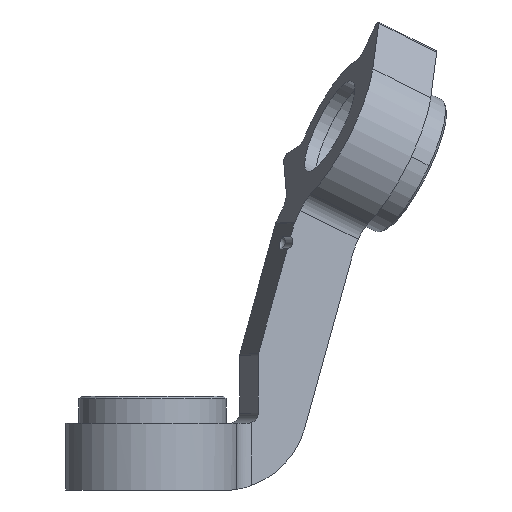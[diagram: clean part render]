
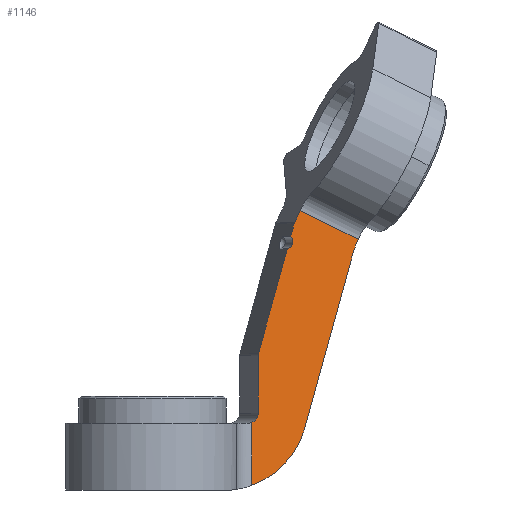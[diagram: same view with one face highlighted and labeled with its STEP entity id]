
A CAD part, front view. The second image highlights one B-rep face of the part: STEP entity #1146.
In plain terms, the highlighted planar face has unit normal (0.277, -0.961, 0).
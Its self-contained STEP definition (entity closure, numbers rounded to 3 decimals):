
#83=DIRECTION('',(0.416,0.12,0.901));
#84=VECTOR('',#83,0.066);
#85=CARTESIAN_POINT('',(15.34,1.826,-15.147));
#86=LINE('',#85,#84);
#186=DIRECTION('',(-0.866,-0.25,0.433));
#187=VECTOR('',#186,5.);
#188=CARTESIAN_POINT('',(15.367,1.834,-15.087));
#189=LINE('',#188,#187);
#190=DIRECTION('',(0.265,0.076,0.961));
#191=VECTOR('',#190,13.443);
#192=CARTESIAN_POINT('',(11.406,0.691,-29.092));
#193=LINE('',#192,#191);
#194=CARTESIAN_POINT('',(5.403,-1.042,-27.3));
#195=DIRECTION('',(0.277,-0.961,0.));
#196=DIRECTION('',(0.308,0.089,-0.947));
#197=AXIS2_PLACEMENT_3D('',#194,#195,#196);
#199=DIRECTION('',(0.,0.,-1.));
#200=VECTOR('',#199,4.695);
#201=CARTESIAN_POINT('',(7.405,-0.464,
-28.762));
#202=LINE('',#201,#200);
#203=DIRECTION('',(0.,0.,-1.));
#204=VECTOR('',#203,4.263);
#205=CARTESIAN_POINT('',(7.899,-0.322,
-23.787));
#206=LINE('',#205,#204);
#207=CARTESIAN_POINT('',(8.62,-0.114,
-23.787));
#208=DIRECTION('',(0.277,-0.961,0.));
#209=DIRECTION('',(-0.924,-0.267,0.276));
#210=AXIS2_PLACEMENT_3D('',#207,#208,#209);
#212=DIRECTION('',(-0.265,-0.076,-0.961));
#213=VECTOR('',#212,8.133);
#214=CARTESIAN_POINT('',(10.081,0.308,-15.762));
#215=LINE('',#214,#213);
#216=CARTESIAN_POINT('',(10.018,0.29,-15.266));
#217=DIRECTION('',(0.277,-0.961,0.));
#218=DIRECTION('',(0.127,0.037,-0.991));
#219=AXIS2_PLACEMENT_3D('',#216,#217,#218);
#221=DIRECTION('',(-0.265,-0.076,-0.961));
#222=VECTOR('',#221,1.002);
#223=CARTESIAN_POINT('',(10.589,0.455,-13.918));
#224=LINE('',#223,#222);
#225=CARTESIAN_POINT('',(11.281,0.655,-14.125));
#226=DIRECTION('',(-0.277,0.961,0.));
#227=DIRECTION('',(-0.924,-0.267,0.276));
#228=AXIS2_PLACEMENT_3D('',#225,#226,#227);
#230=CARTESIAN_POINT('',(20.969,3.451,-17.961));
#231=DIRECTION('',(-0.277,0.961,0.));
#232=DIRECTION('',(-0.924,-0.267,0.276));
#233=AXIS2_PLACEMENT_3D('',#230,#231,#232);
#486=CARTESIAN_POINT('',(7.179,-0.53,-28.05));
#487=DIRECTION('',(-0.277,0.961,0.));
#488=DIRECTION('',(0.961,0.277,0.));
#489=AXIS2_PLACEMENT_3D('',#486,#487,#488);
#544=DIRECTION('',(-0.416,-0.12,-0.901));
#545=VECTOR('',#544,0.974);
#546=CARTESIAN_POINT('',(11.037,0.584,-12.922));
#547=LINE('',#546,#545);
#760=CARTESIAN_POINT('',(11.406,0.691,-29.092));
#762=VERTEX_POINT('',#760);
#772=CARTESIAN_POINT('',(15.367,1.834,-15.087));
#773=CARTESIAN_POINT('',(11.037,0.584,-12.922));
#774=VERTEX_POINT('',#772);
#775=VERTEX_POINT('',#773);
#780=CARTESIAN_POINT('',(7.405,-0.464,
-28.762));
#781=CARTESIAN_POINT('',(7.405,-0.464,
-33.457));
#782=VERTEX_POINT('',#780);
#783=VERTEX_POINT('',#781);
#796=CARTESIAN_POINT('',(15.34,1.826,-15.147));
#797=VERTEX_POINT('',#796);
#802=CARTESIAN_POINT('',(10.632,0.467,-13.8));
#803=VERTEX_POINT('',#802);
#808=CARTESIAN_POINT('',(14.966,1.718,-16.17));
#810=VERTEX_POINT('',#808);
#812=CARTESIAN_POINT('',(10.589,0.455,-13.918));
#813=VERTEX_POINT('',#812);
#824=CARTESIAN_POINT('',(7.927,-0.314,
-23.58));
#825=VERTEX_POINT('',#824);
#826=CARTESIAN_POINT('',(7.899,-0.322,
-23.787));
#827=VERTEX_POINT('',#826);
#829=CARTESIAN_POINT('',(7.899,-0.322,-28.05));
#831=VERTEX_POINT('',#829);
#856=CARTESIAN_POINT('',(10.081,0.308,-15.762));
#857=CARTESIAN_POINT('',(10.324,0.378,-14.881));
#858=VERTEX_POINT('',#856);
#859=VERTEX_POINT('',#857);
#1113=CARTESIAN_POINT('',(0.693,-2.402,0.));
#1114=DIRECTION('',(0.277,-0.961,0.));
#1115=DIRECTION('',(0.961,0.277,0.));
#1116=AXIS2_PLACEMENT_3D('',#1113,#1114,#1115);
#1117=PLANE('',#1116);
#1118=ORIENTED_EDGE('',*,*,#1106,.F.);
#1119=ORIENTED_EDGE('',*,*,#997,.F.);
#1121=ORIENTED_EDGE('',*,*,#1120,.F.);
#1123=ORIENTED_EDGE('',*,*,#1122,.F.);
#1125=ORIENTED_EDGE('',*,*,#1124,.F.);
#1127=ORIENTED_EDGE('',*,*,#1126,.F.);
#1129=ORIENTED_EDGE('',*,*,#1128,.F.);
#1131=ORIENTED_EDGE('',*,*,#1130,.F.);
#1133=ORIENTED_EDGE('',*,*,#1132,.F.);
#1135=ORIENTED_EDGE('',*,*,#1134,.F.);
#1137=ORIENTED_EDGE('',*,*,#1136,.T.);
#1139=ORIENTED_EDGE('',*,*,#1138,.F.);
#1141=ORIENTED_EDGE('',*,*,#1140,.T.);
#1143=ORIENTED_EDGE('',*,*,#1142,.F.);
#1144=EDGE_LOOP('',(#1118,#1119,#1121,#1123,#1125,#1127,#1129,#1131,#1133,#1135,
#1137,#1139,#1141,#1143));
#1145=FACE_OUTER_BOUND('',#1144,.F.);
#1146=ADVANCED_FACE('',(#1145),#1117,.T.);
#198=CIRCLE('',#197,6.5);
#211=CIRCLE('',#210,0.75);
#220=CIRCLE('',#219,0.5);
#229=CIRCLE('',#228,0.75);
#234=CIRCLE('',#233,6.5);
#490=CIRCLE('',#489,0.75);
#997=EDGE_CURVE('',#797,#774,#86,.T.);
#1106=EDGE_CURVE('',#774,#775,#189,.T.);
#1120=EDGE_CURVE('',#810,#797,#234,.T.);
#1122=EDGE_CURVE('',#762,#810,#193,.T.);
#1124=EDGE_CURVE('',#783,#762,#198,.T.);
#1126=EDGE_CURVE('',#782,#783,#202,.T.);
#1128=EDGE_CURVE('',#831,#782,#490,.T.);
#1130=EDGE_CURVE('',#827,#831,#206,.T.);
#1132=EDGE_CURVE('',#825,#827,#211,.T.);
#1134=EDGE_CURVE('',#858,#825,#215,.T.);
#1136=EDGE_CURVE('',#858,#859,#220,.T.);
#1138=EDGE_CURVE('',#813,#859,#224,.T.);
#1140=EDGE_CURVE('',#813,#803,#229,.T.);
#1142=EDGE_CURVE('',#775,#803,#547,.T.);
